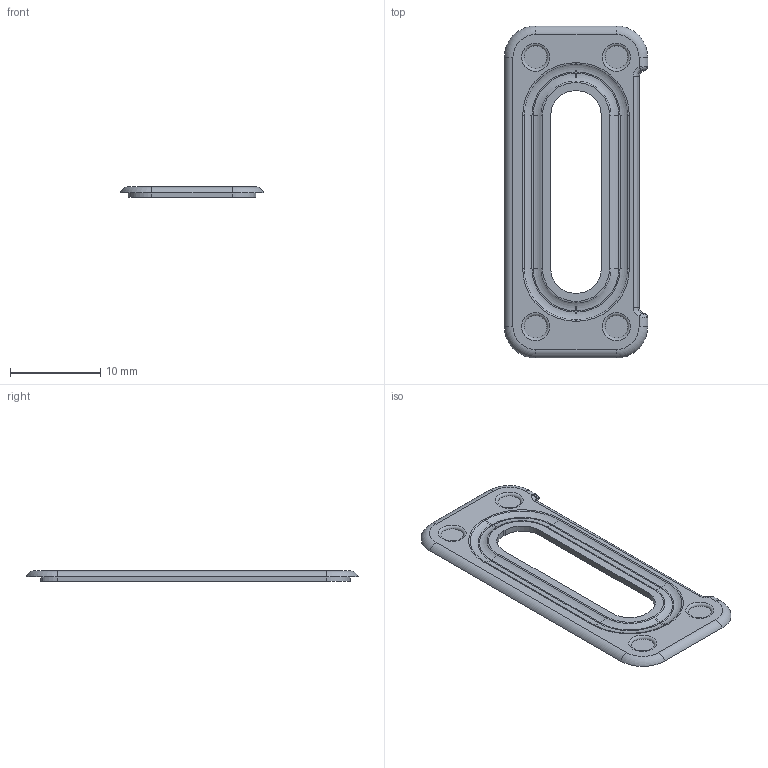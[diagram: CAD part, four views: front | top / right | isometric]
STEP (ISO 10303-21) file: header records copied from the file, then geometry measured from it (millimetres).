
FILE_DESCRIPTION(('HOOPS Exchange Step'),'2;1');
FILE_NAME('temp_export','2025-12-08T08:57:56-13:00',('sanyamsaharan'),('Shapr3D Limited'),'HOOPS Exchange 2025.7','Shapr3D','Authorized');
FILE_SCHEMA( ('AP242_MANAGED_MODEL_BASED_3D_ENGINEERING_MIM_LF {1 0 10303 442 1 1 4}') );
Length unit declared in the file: millimetre
Products named in the file (1): top plate (OLED 2)
Bounding box: 15.83 x 36.7 x 1.17 mm (x, y, z)
Volume: 284 mm3; surface area: 979.7 mm2
Topology: 1 solids, 1 shells, 85 faces, 208 edges, 132 vertices
Faces by surface type: cylinder 33, torus 26, plane 18, bspline 8
Entity records: 3299 total; most frequent: CARTESIAN_POINT 1218, DIRECTION 458, ORIENTED_EDGE 416, EDGE_CURVE 208, AXIS2_PLACEMENT_3D 193, VERTEX_POINT 132, CIRCLE 114, EDGE_LOOP 94
